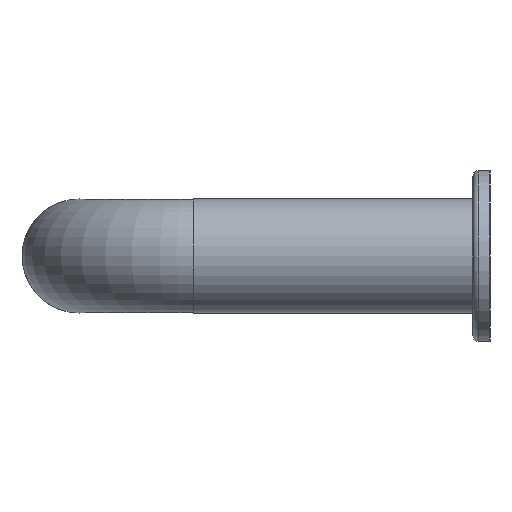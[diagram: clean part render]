
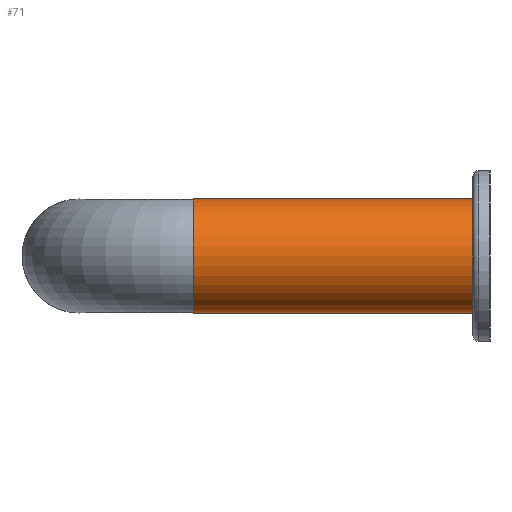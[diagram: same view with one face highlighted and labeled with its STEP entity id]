
A CAD part, left-side view. The second image highlights one B-rep face of the part: STEP entity #71.
In plain terms, the highlighted cylindrical face has radius 5 mm (diameter 10 mm), a full revolution.
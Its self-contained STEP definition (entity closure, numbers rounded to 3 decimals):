
#71 = ADVANCED_FACE( '', ( #160, #161 ), #162, .T. );
#160 = FACE_OUTER_BOUND( '', #267, .T. );
#161 = FACE_OUTER_BOUND( '', #268, .T. );
#162 = CYLINDRICAL_SURFACE( '', #269, 5. );
#267 = EDGE_LOOP( '', ( #390 ) );
#268 = EDGE_LOOP( '', ( #391 ) );
#269 = AXIS2_PLACEMENT_3D( '', #392, #393, #394 );
#390 = ORIENTED_EDGE( '', *, *, #496, .F. );
#391 = ORIENTED_EDGE( '', *, *, #501, .T. );
#392 = CARTESIAN_POINT( '', ( 5., 0., 0. ) );
#393 = DIRECTION( '', ( 0., 1., 0. ) );
#394 = DIRECTION( '', ( 0., 0., -1. ) );
#496 = EDGE_CURVE( '', #561, #561, #562, .T. );
#501 = EDGE_CURVE( '', #568, #568, #569, .T. );
#561 = VERTEX_POINT( '', #634 );
#562 = CIRCLE( '', #635, 5. );
#568 = VERTEX_POINT( '', #641 );
#569 = CIRCLE( '', #642, 5. );
#634 = CARTESIAN_POINT( '', ( 5., 1.5, -5. ) );
#635 = AXIS2_PLACEMENT_3D( '', #712, #713, #714 );
#641 = CARTESIAN_POINT( '', ( 5., 26., -5. ) );
#642 = AXIS2_PLACEMENT_3D( '', #718, #719, #720 );
#712 = CARTESIAN_POINT( '', ( 5., 1.5, 0. ) );
#713 = DIRECTION( '', ( 0., -1., 0. ) );
#714 = DIRECTION( '', ( 0., 0., -1. ) );
#718 = CARTESIAN_POINT( '', ( 5., 26., 0. ) );
#719 = DIRECTION( '', ( 0., -1., 0. ) );
#720 = DIRECTION( '', ( 0., 0., -1. ) );
